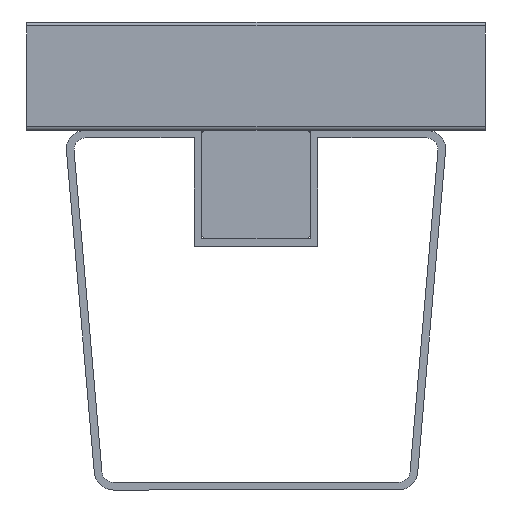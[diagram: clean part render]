
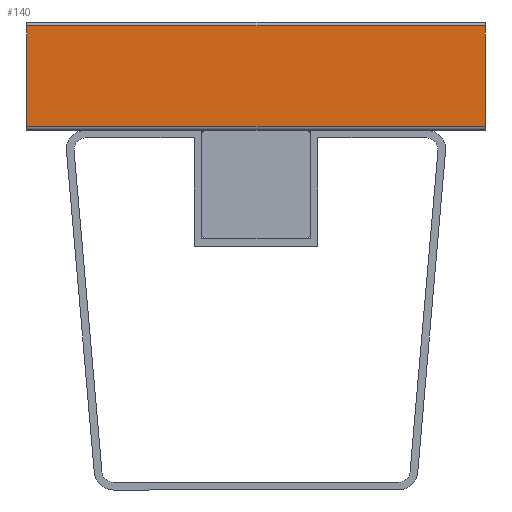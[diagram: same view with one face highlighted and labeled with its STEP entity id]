
A CAD part, left-side view. The second image highlights one B-rep face of the part: STEP entity #140.
In plain terms, the highlighted planar face has unit normal (-1, 0, 0).
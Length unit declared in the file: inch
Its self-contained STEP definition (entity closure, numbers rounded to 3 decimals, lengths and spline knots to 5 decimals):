
#140=ADVANCED_FACE('',(#562),#6533,.T.);
#562=FACE_OUTER_BOUND('',#984,.T.);
#984=EDGE_LOOP('',(#1425,#1426,#1427,#1428));
#1425=ORIENTED_EDGE('',*,*,#3485,.T.);
#1426=ORIENTED_EDGE('',*,*,#3486,.T.);
#1427=ORIENTED_EDGE('',*,*,#3487,.F.);
#1428=ORIENTED_EDGE('',*,*,#3483,.F.);
#3483=EDGE_CURVE('',#5850,#5851,#4510,.T.);
#3485=EDGE_CURVE('',#5850,#5852,#4511,.T.);
#3486=EDGE_CURVE('',#5852,#5853,#4512,.T.);
#3487=EDGE_CURVE('',#5851,#5853,#4513,.T.);
#4510=B_SPLINE_CURVE_WITH_KNOTS('',1,(#8914,#8915),.UNSPECIFIED.,.F.,.F.,
(2,2),(0.,96.),.UNSPECIFIED.);
#4511=B_SPLINE_CURVE_WITH_KNOTS('',1,(#8919,#8920),.UNSPECIFIED.,.F.,.F.,
(2,2),(10.20155,13.35155),.UNSPECIFIED.);
#4512=B_SPLINE_CURVE_WITH_KNOTS('',1,(#8921,#8922),.UNSPECIFIED.,.F.,.F.,
(2,2),(0.,96.),.UNSPECIFIED.);
#4513=B_SPLINE_CURVE_WITH_KNOTS('',1,(#8923,#8924),.UNSPECIFIED.,.F.,.F.,
(2,2),(10.20155,13.35155),.UNSPECIFIED.);
#5850=VERTEX_POINT('',#8875);
#5851=VERTEX_POINT('',#8876);
#5852=VERTEX_POINT('',#8877);
#5853=VERTEX_POINT('',#8878);
#6533=PLANE('',#7026);
#7026=AXIS2_PLACEMENT_3D('',#8860,#7779,$);
#7779=DIRECTION('',(-1.,0.,0.));
#8860=CARTESIAN_POINT('',(-0.0026,2.27428,0.23802));
#8875=CARTESIAN_POINT('',(-0.0026,2.27428,0.23802));
#8876=CARTESIAN_POINT('',(-0.0026,2.57428,0.23802));
#8877=CARTESIAN_POINT('',(-0.0026,2.27428,0.30365));
#8878=CARTESIAN_POINT('',(-0.0026,2.57428,0.30365));
#8914=CARTESIAN_POINT('',(-0.0026,2.27428,0.23802));
#8915=CARTESIAN_POINT('',(-0.0026,2.57428,0.23802));
#8919=CARTESIAN_POINT('',(-0.0026,2.27428,0.23802));
#8920=CARTESIAN_POINT('',(-0.0026,2.27428,0.30365));
#8921=CARTESIAN_POINT('',(-0.0026,2.27428,0.30365));
#8922=CARTESIAN_POINT('',(-0.0026,2.57428,0.30365));
#8923=CARTESIAN_POINT('',(-0.0026,2.57428,0.23802));
#8924=CARTESIAN_POINT('',(-0.0026,2.57428,0.30365));
